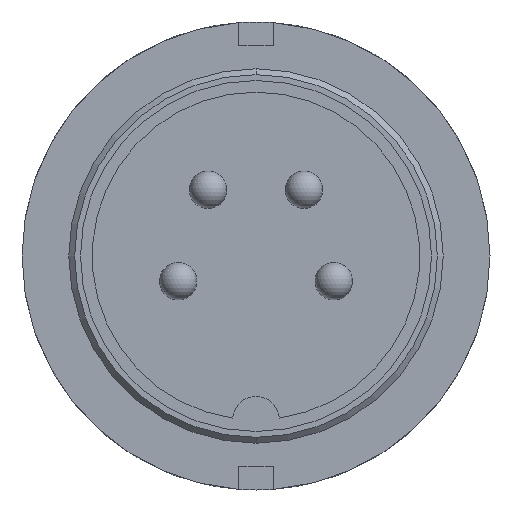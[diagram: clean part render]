
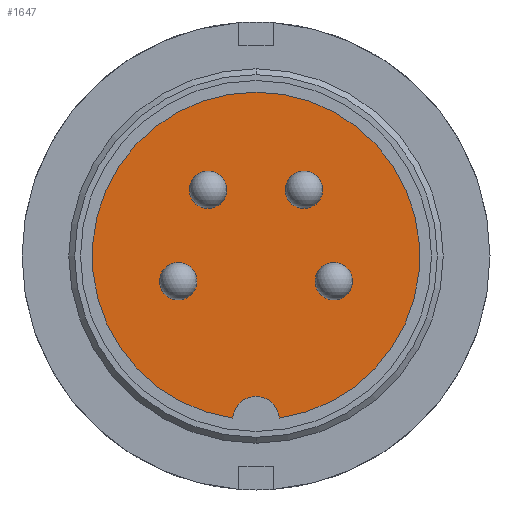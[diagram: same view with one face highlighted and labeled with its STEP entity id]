
A CAD part, front view. The second image highlights one B-rep face of the part: STEP entity #1647.
In plain terms, the highlighted planar face has unit normal (0, -1, 0).
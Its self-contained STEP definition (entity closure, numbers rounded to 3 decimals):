
#919=CARTESIAN_POINT('',(2.85,-8.5,2.83));
#920=VERTEX_POINT('',#919);
#929=CARTESIAN_POINT('',(1.25,-8.5,2.83));
#930=VERTEX_POINT('',#929);
#931=CARTESIAN_POINT('',(2.05,-8.5,2.83));
#932=DIRECTION('',(0.0,1.0,0.0));
#933=DIRECTION('',(1.0,0.0,0.0));
#934=AXIS2_PLACEMENT_3D('',#931,#932,#933);
#935=CIRCLE('',#934,0.8);
#936=EDGE_CURVE('',#930,#920,#935,.T.);
#961=CARTESIAN_POINT('',(-1.25,-8.5,2.83));
#962=VERTEX_POINT('',#961);
#971=CARTESIAN_POINT('',(-2.85,-8.5,2.83));
#972=VERTEX_POINT('',#971);
#973=CARTESIAN_POINT('',(-2.05,-8.5,2.83));
#974=DIRECTION('',(0.0,1.0,0.0));
#975=DIRECTION('',(1.0,0.0,0.0));
#976=AXIS2_PLACEMENT_3D('',#973,#974,#975);
#977=CIRCLE('',#976,0.8);
#978=EDGE_CURVE('',#972,#962,#977,.T.);
#1003=CARTESIAN_POINT('',(-2.525,-8.5,-1.08));
#1004=VERTEX_POINT('',#1003);
#1013=CARTESIAN_POINT('',(-4.125,-8.5,-1.08));
#1014=VERTEX_POINT('',#1013);
#1015=CARTESIAN_POINT('',(-3.325,-8.5,-1.08));
#1016=DIRECTION('',(0.0,1.0,0.0));
#1017=DIRECTION('',(1.0,0.0,0.0));
#1018=AXIS2_PLACEMENT_3D('',#1015,#1016,#1017);
#1019=CIRCLE('',#1018,0.8);
#1020=EDGE_CURVE('',#1014,#1004,#1019,.T.);
#1045=CARTESIAN_POINT('',(4.125,-8.5,-1.08));
#1046=VERTEX_POINT('',#1045);
#1055=CARTESIAN_POINT('',(2.525,-8.5,-1.08));
#1056=VERTEX_POINT('',#1055);
#1057=CARTESIAN_POINT('',(3.325,-8.5,-1.08));
#1058=DIRECTION('',(0.0,1.0,0.0));
#1059=DIRECTION('',(1.0,0.0,0.0));
#1060=AXIS2_PLACEMENT_3D('',#1057,#1058,#1059);
#1061=CIRCLE('',#1060,0.8);
#1062=EDGE_CURVE('',#1056,#1046,#1061,.T.);
#1089=CARTESIAN_POINT('',(0.,-8.5,7.));
#1090=VERTEX_POINT('',#1089);
#1106=CARTESIAN_POINT('',(-0.997,-8.5,-6.929));
#1107=VERTEX_POINT('',#1106);
#1114=CARTESIAN_POINT('',(0.0,-8.5,0.));
#1115=DIRECTION('',(0.0,1.0,0.0));
#1116=DIRECTION('',(0.0,0.0,1.0));
#1117=AXIS2_PLACEMENT_3D('',#1114,#1115,#1116);
#1118=CIRCLE('',#1117,7.);
#1119=EDGE_CURVE('',#1107,#1090,#1118,.T.);
#1572=CARTESIAN_POINT('',(0.997,-8.5,-6.929));
#1573=VERTEX_POINT('',#1572);
#1580=CARTESIAN_POINT('',(0.0,-8.5,-7.));
#1581=DIRECTION('',(0.0,1.0,0.0));
#1582=DIRECTION('',(-0.997,0.0,0.071));
#1583=AXIS2_PLACEMENT_3D('',#1580,#1581,#1582);
#1584=CIRCLE('',#1583,1.0);
#1585=EDGE_CURVE('',#1107,#1573,#1584,.T.);
#1591=CARTESIAN_POINT('',(0.0,-8.5,3.5));
#1592=DIRECTION('',(0.0,-1.0,0.0));
#1593=DIRECTION('',(0.0,0.0,-1.0));
#1594=AXIS2_PLACEMENT_3D('',#1591,#1592,#1593);
#1595=PLANE('',#1594);
#1596=ORIENTED_EDGE('',*,*,#1585,.T.);
#1597=CARTESIAN_POINT('',(0.0,-8.5,0.));
#1598=DIRECTION('',(0.0,1.0,0.0));
#1599=DIRECTION('',(0.0,0.0,1.0));
#1600=AXIS2_PLACEMENT_3D('',#1597,#1598,#1599);
#1601=CIRCLE('',#1600,7.);
#1602=EDGE_CURVE('',#1090,#1573,#1601,.T.);
#1603=ORIENTED_EDGE('',*,*,#1602,.F.);
#1604=ORIENTED_EDGE('',*,*,#1119,.F.);
#1605=EDGE_LOOP('',(#1596,#1603,#1604));
#1606=FACE_OUTER_BOUND('',#1605,.T.);
#1607=ORIENTED_EDGE('',*,*,#936,.T.);
#1608=CARTESIAN_POINT('',(2.05,-8.5,2.83));
#1609=DIRECTION('',(0.0,1.0,0.0));
#1610=DIRECTION('',(1.0,0.0,0.0));
#1611=AXIS2_PLACEMENT_3D('',#1608,#1609,#1610);
#1612=CIRCLE('',#1611,0.8);
#1613=EDGE_CURVE('',#920,#930,#1612,.T.);
#1614=ORIENTED_EDGE('',*,*,#1613,.T.);
#1615=EDGE_LOOP('',(#1607,#1614));
#1616=FACE_BOUND('',#1615,.T.);
#1617=ORIENTED_EDGE('',*,*,#1062,.T.);
#1618=CARTESIAN_POINT('',(3.325,-8.5,-1.08));
#1619=DIRECTION('',(0.0,1.0,0.0));
#1620=DIRECTION('',(1.0,0.0,0.0));
#1621=AXIS2_PLACEMENT_3D('',#1618,#1619,#1620);
#1622=CIRCLE('',#1621,0.8);
#1623=EDGE_CURVE('',#1046,#1056,#1622,.T.);
#1624=ORIENTED_EDGE('',*,*,#1623,.T.);
#1625=EDGE_LOOP('',(#1617,#1624));
#1626=FACE_BOUND('',#1625,.T.);
#1627=ORIENTED_EDGE('',*,*,#1020,.T.);
#1628=CARTESIAN_POINT('',(-3.325,-8.5,-1.08));
#1629=DIRECTION('',(0.0,1.0,0.0));
#1630=DIRECTION('',(1.0,0.0,0.0));
#1631=AXIS2_PLACEMENT_3D('',#1628,#1629,#1630);
#1632=CIRCLE('',#1631,0.8);
#1633=EDGE_CURVE('',#1004,#1014,#1632,.T.);
#1634=ORIENTED_EDGE('',*,*,#1633,.T.);
#1635=EDGE_LOOP('',(#1627,#1634));
#1636=FACE_BOUND('',#1635,.T.);
#1637=ORIENTED_EDGE('',*,*,#978,.T.);
#1638=CARTESIAN_POINT('',(-2.05,-8.5,2.83));
#1639=DIRECTION('',(0.0,1.0,0.0));
#1640=DIRECTION('',(1.0,0.0,0.0));
#1641=AXIS2_PLACEMENT_3D('',#1638,#1639,#1640);
#1642=CIRCLE('',#1641,0.8);
#1643=EDGE_CURVE('',#962,#972,#1642,.T.);
#1644=ORIENTED_EDGE('',*,*,#1643,.T.);
#1645=EDGE_LOOP('',(#1637,#1644));
#1646=FACE_BOUND('',#1645,.T.);
#1647=ADVANCED_FACE('',(#1606,#1616,#1626,#1636,#1646),#1595,.T.);
